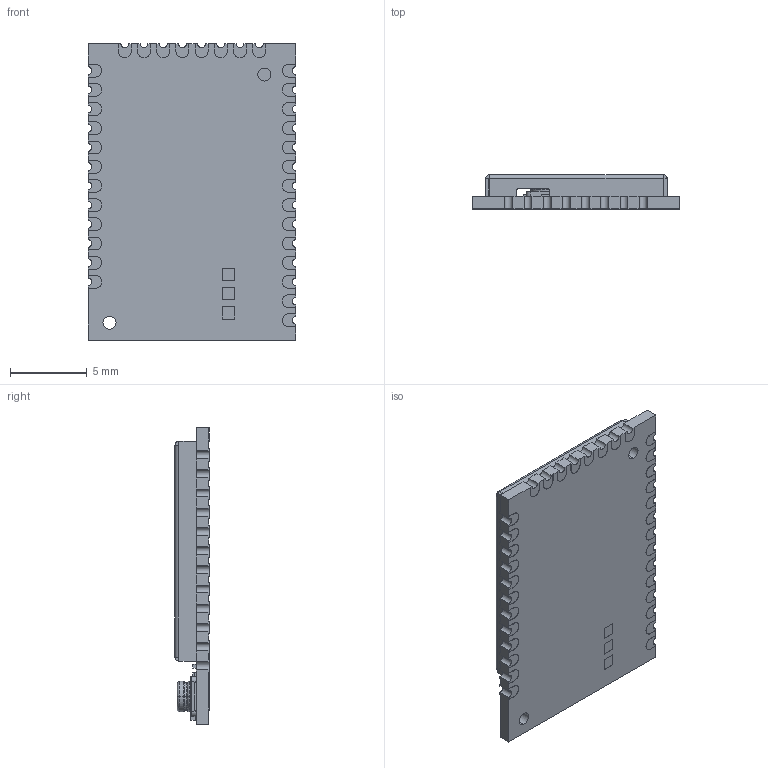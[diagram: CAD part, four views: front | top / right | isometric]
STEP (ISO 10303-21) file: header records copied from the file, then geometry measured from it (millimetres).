
FILE_DESCRIPTION (( 'STEP AP214' ), '1' );
FILE_NAME ('XB3=UFL.STEP', '2018-04-06T20:45:01', ( 'Digi User' ), ( 'Digi International' ), 'SwSTEP 2.0', 'SolidWorks 2017', '' );
FILE_SCHEMA (( 'AUTOMOTIVE_DESIGN' ));
Length unit declared in the file: inch
Products named in the file (13): 0201-resistor; 18000258; 60001461-01; 30008432-03_A; XB3=UFL; 0201-resistor_A; 60001461-01_A; 30008432-03_A_A
Assembly tree (8 placements, depth 2):
  0201-resistor
  0201-resistor
  0201-resistor
  18000258
  60001461-01
Bounding box: 13.54 x 2.22 x 19.3 mm (x, y, z)
Volume: 252.9 mm3; surface area: 1094.5 mm2
Topology: 14 solids, 14 shells, 665 faces, 1787 edges, 1168 vertices
Faces by surface type: plane 484, cylinder 151, torus 30
Entity records: 26952 total; most frequent: CARTESIAN_POINT 3528, ORIENTED_EDGE 3478, DIRECTION 3405, EDGE_CURVE 1739, LINE 1379, VECTOR 1379, VERTEX_POINT 1136, AXIS2_PLACEMENT_3D 1013
